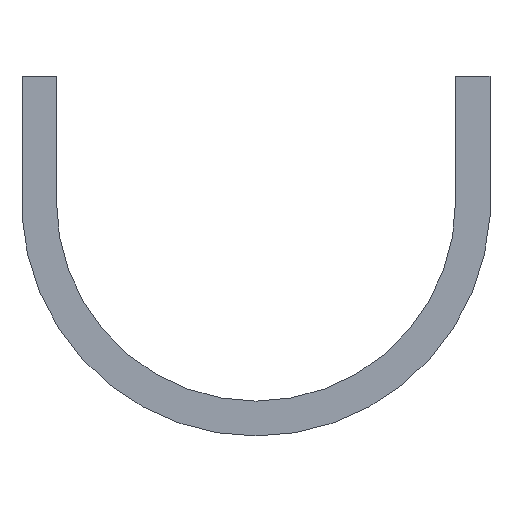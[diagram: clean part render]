
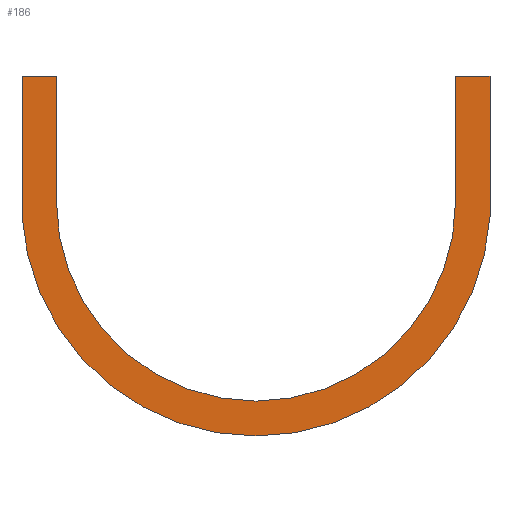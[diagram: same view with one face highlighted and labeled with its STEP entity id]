
A CAD part, front view. The second image highlights one B-rep face of the part: STEP entity #186.
In plain terms, the highlighted planar face has unit normal (0, -1, 0).
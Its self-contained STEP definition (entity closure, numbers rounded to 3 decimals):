
#22=PLANE('',#214);
#32=FACE_OUTER_BOUND('',#42,.T.);
#42=EDGE_LOOP('',(#167,#168,#169,#170,#171,#172,#173,#174));
#46=LINE('',#279,#66);
#49=LINE('',#285,#69);
#52=LINE('',#291,#72);
#56=LINE('',#303,#76);
#59=LINE('',#309,#79);
#62=LINE('',#313,#82);
#66=VECTOR('',#228,10.);
#69=VECTOR('',#233,10.);
#72=VECTOR('',#238,10.);
#76=VECTOR('',#250,10.);
#79=VECTOR('',#255,10.);
#82=VECTOR('',#260,10.);
#84=CIRCLE('',#203,102.206);
#86=CIRCLE('',#209,87.);
#89=VERTEX_POINT('',#270);
#90=VERTEX_POINT('',#272);
#92=VERTEX_POINT('',#278);
#94=VERTEX_POINT('',#284);
#96=VERTEX_POINT('',#290);
#98=VERTEX_POINT('',#296);
#100=VERTEX_POINT('',#302);
#102=VERTEX_POINT('',#308);
#105=EDGE_CURVE('',#90,#89,#84,.T.);
#108=EDGE_CURVE('',#92,#90,#46,.T.);
#111=EDGE_CURVE('',#94,#92,#49,.T.);
#114=EDGE_CURVE('',#96,#94,#52,.T.);
#117=EDGE_CURVE('',#98,#96,#86,.T.);
#120=EDGE_CURVE('',#100,#98,#56,.T.);
#123=EDGE_CURVE('',#102,#100,#59,.T.);
#126=EDGE_CURVE('',#89,#102,#62,.T.);
#167=ORIENTED_EDGE('',*,*,#126,.T.);
#168=ORIENTED_EDGE('',*,*,#123,.T.);
#169=ORIENTED_EDGE('',*,*,#120,.T.);
#170=ORIENTED_EDGE('',*,*,#117,.T.);
#171=ORIENTED_EDGE('',*,*,#114,.T.);
#172=ORIENTED_EDGE('',*,*,#111,.T.);
#173=ORIENTED_EDGE('',*,*,#108,.T.);
#174=ORIENTED_EDGE('',*,*,#105,.T.);
#186=ADVANCED_FACE('',(#32),#22,.F.);
#203=AXIS2_PLACEMENT_3D('',#273,#222,#223);
#209=AXIS2_PLACEMENT_3D('',#297,#244,#245);
#214=AXIS2_PLACEMENT_3D('',#315,#263,#264);
#222=DIRECTION('center_axis',(0.,-1.,0.));
#223=DIRECTION('ref_axis',(0.998,0.,-0.063));
#228=DIRECTION('',(0.,0.,-1.));
#233=DIRECTION('',(-1.,0.,0.));
#238=DIRECTION('',(0.,0.,1.));
#244=DIRECTION('center_axis',(0.,1.,0.));
#245=DIRECTION('ref_axis',(1.,0.,0.));
#250=DIRECTION('',(0.,0.,-1.));
#255=DIRECTION('',(-1.,0.,0.));
#260=DIRECTION('',(0.,0.,1.));
#263=DIRECTION('center_axis',(0.,1.,0.));
#264=DIRECTION('ref_axis',(-1.,0.,0.));
#270=CARTESIAN_POINT('',(189.,-5.,-31.191));
#272=CARTESIAN_POINT('',(-15.,-5.,-31.191));
#273=CARTESIAN_POINT('Origin',(87.,-5.,-24.702));
#278=CARTESIAN_POINT('',(-15.,-5.,30.));
#279=CARTESIAN_POINT('',(-15.,-5.,-31.191));
#284=CARTESIAN_POINT('',(0.,-5.,30.));
#285=CARTESIAN_POINT('',(-15.,-5.,30.));
#290=CARTESIAN_POINT('',(0.,-5.,-24.702));
#291=CARTESIAN_POINT('',(0.,-5.,30.));
#296=CARTESIAN_POINT('',(174.,-5.,-24.702));
#297=CARTESIAN_POINT('Origin',(87.,-5.,-24.702));
#302=CARTESIAN_POINT('',(174.,-5.,30.));
#303=CARTESIAN_POINT('',(174.,-5.,30.));
#308=CARTESIAN_POINT('',(189.,-5.,30.));
#309=CARTESIAN_POINT('',(189.,-5.,30.));
#313=CARTESIAN_POINT('',(189.,-5.,-24.702));
#315=CARTESIAN_POINT('Origin',(87.,-5.,-48.454));
